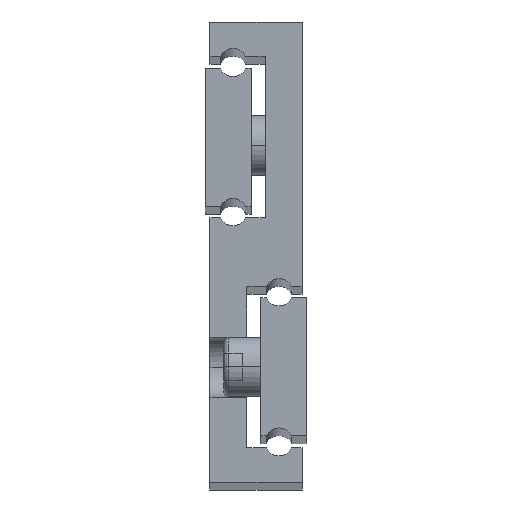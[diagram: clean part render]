
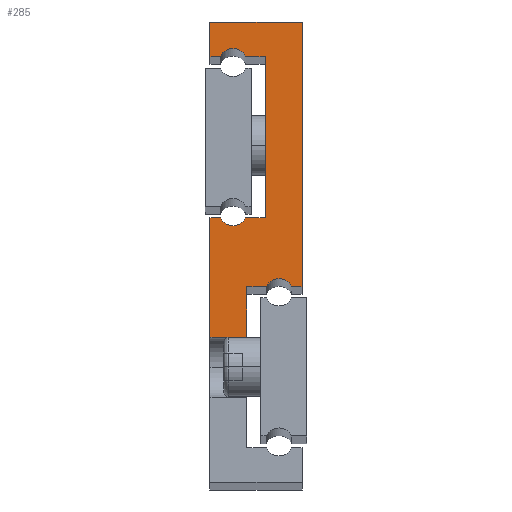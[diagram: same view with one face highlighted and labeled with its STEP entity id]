
A CAD part, top view. The second image highlights one B-rep face of the part: STEP entity #285.
In plain terms, the highlighted planar face has unit normal (0, 0, 1).
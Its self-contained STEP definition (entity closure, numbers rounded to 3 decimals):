
#4 = VERTEX_POINT ( 'NONE', #2139 ) ;
#11 = LINE ( 'NONE', #2034, #1777 ) ;
#38 = CARTESIAN_POINT ( 'NONE',  ( 0., 0., 475. ) ) ;
#53 = CIRCLE ( 'NONE', #1948, 3. ) ;
#74 = ORIENTED_EDGE ( 'NONE', *, *, #1753, .T. ) ;
#83 = VERTEX_POINT ( 'NONE', #277 ) ;
#101 = CARTESIAN_POINT ( 'NONE',  ( 20., 42.5, 475. ) ) ;
#118 = VECTOR ( 'NONE', #1323, 1000. ) ;
#125 = ORIENTED_EDGE ( 'NONE', *, *, #1247, .T. ) ;
#131 = AXIS2_PLACEMENT_3D ( 'NONE', #648, #1505, #2028 ) ;
#140 = CARTESIAN_POINT ( 'NONE',  ( 7.727, 92.5, 475. ) ) ;
#142 = EDGE_CURVE ( 'NONE', #83, #4, #1542, .T. ) ;
#153 = ORIENTED_EDGE ( 'NONE', *, *, #697, .T. ) ;
#175 = LINE ( 'NONE', #854, #223 ) ;
#192 = ORIENTED_EDGE ( 'NONE', *, *, #1396, .T. ) ;
#213 = VECTOR ( 'NONE', #2170, 1000. ) ;
#217 = VERTEX_POINT ( 'NONE', #1382 ) ;
#223 = VECTOR ( 'NONE', #2050, 1000. ) ;
#226 = CARTESIAN_POINT ( 'NONE',  ( 5., 91.25, 475. ) ) ;
#230 = VECTOR ( 'NONE', #933, 1000. ) ;
#242 = DIRECTION ( 'NONE',  ( -1., 0., 0. ) ) ;
#252 = AXIS2_PLACEMENT_3D ( 'NONE', #524, #1869, #1454 ) ;
#257 = ORIENTED_EDGE ( 'NONE', *, *, #142, .T. ) ;
#277 = CARTESIAN_POINT ( 'NONE',  ( 12., 57.5, 475. ) ) ;
#285 = ADVANCED_FACE ( 'NONE', ( #1963 ), #1284, .F. ) ;
#286 = VECTOR ( 'NONE', #2001, 1000. ) ;
#306 = CARTESIAN_POINT ( 'NONE',  ( 20., 100., 475. ) ) ;
#315 = VERTEX_POINT ( 'NONE', #567 ) ;
#319 = CARTESIAN_POINT ( 'NONE',  ( 2.273, 57.5, 475. ) ) ;
#321 = EDGE_LOOP ( 'NONE', ( #559, #892, #2200, #153, #1945, #960, #603, #1574, #2033, #74, #1919, #125, #1544, #257, #1028, #192 ) ) ;
#354 = AXIS2_PLACEMENT_3D ( 'NONE', #1602, #1924, #242 ) ;
#387 = CARTESIAN_POINT ( 'NONE',  ( 20., 42.5, 475. ) ) ;
#396 = EDGE_CURVE ( 'NONE', #623, #83, #1445, .T. ) ;
#408 = LINE ( 'NONE', #1090, #230 ) ;
#450 = DIRECTION ( 'NONE',  ( 1., 0., 0. ) ) ;
#470 = DIRECTION ( 'NONE',  ( 0., 0., -1. ) ) ;
#522 = VECTOR ( 'NONE', #2140, 1000. ) ;
#524 = CARTESIAN_POINT ( 'NONE',  ( 5., 58.75, 475. ) ) ;
#550 = EDGE_CURVE ( 'NONE', #1044, #2116, #1160, .T. ) ;
#559 = ORIENTED_EDGE ( 'NONE', *, *, #2053, .T. ) ;
#560 = EDGE_CURVE ( 'NONE', #1664, #2081, #1322, .T. ) ;
#567 = CARTESIAN_POINT ( 'NONE',  ( 0., 31.5, 475. ) ) ;
#603 = ORIENTED_EDGE ( 'NONE', *, *, #2082, .T. ) ;
#611 = EDGE_CURVE ( 'NONE', #4, #1953, #1253, .T. ) ;
#623 = VERTEX_POINT ( 'NONE', #703 ) ;
#648 = CARTESIAN_POINT ( 'NONE',  ( 15., 41.25, 475. ) ) ;
#697 = EDGE_CURVE ( 'NONE', #2116, #217, #11, .T. ) ;
#703 = CARTESIAN_POINT ( 'NONE',  ( 12., 92.5, 475. ) ) ;
#707 = CARTESIAN_POINT ( 'NONE',  ( 7.727, 57.5, 475. ) ) ;
#723 = CARTESIAN_POINT ( 'NONE',  ( 17.727, 42.5, 475. ) ) ;
#726 = VERTEX_POINT ( 'NONE', #1405 ) ;
#732 = DIRECTION ( 'NONE',  ( 0., -1., 0. ) ) ;
#749 = LINE ( 'NONE', #38, #973 ) ;
#779 = DIRECTION ( 'NONE',  ( 1., 0., 0. ) ) ;
#781 = LINE ( 'NONE', #964, #118 ) ;
#784 = CARTESIAN_POINT ( 'NONE',  ( 2.273, 92.5, 475. ) ) ;
#811 = VERTEX_POINT ( 'NONE', #1246 ) ;
#824 = DIRECTION ( 'NONE',  ( 1., 0., 0. ) ) ;
#854 = CARTESIAN_POINT ( 'NONE',  ( 0., 57.5, 475. ) ) ;
#892 = ORIENTED_EDGE ( 'NONE', *, *, #2191, .T. ) ;
#933 = DIRECTION ( 'NONE',  ( 0., 1., 0. ) ) ;
#960 = ORIENTED_EDGE ( 'NONE', *, *, #560, .T. ) ;
#964 = CARTESIAN_POINT ( 'NONE',  ( 0., 31.5, 475. ) ) ;
#973 = VECTOR ( 'NONE', #2120, 1000. ) ;
#996 = VECTOR ( 'NONE', #732, 1000. ) ;
#1028 = ORIENTED_EDGE ( 'NONE', *, *, #611, .T. ) ;
#1031 = DIRECTION ( 'NONE',  ( 1., 0., 0. ) ) ;
#1044 = VERTEX_POINT ( 'NONE', #1580 ) ;
#1090 = CARTESIAN_POINT ( 'NONE',  ( 20., 100., 475. ) ) ;
#1113 = VECTOR ( 'NONE', #2175, 1000. ) ;
#1116 = VECTOR ( 'NONE', #1552, 1000. ) ;
#1132 = VERTEX_POINT ( 'NONE', #1433 ) ;
#1141 = CARTESIAN_POINT ( 'NONE',  ( 20., 100., 475. ) ) ;
#1146 = EDGE_CURVE ( 'NONE', #811, #1132, #1422, .T. ) ;
#1148 = CARTESIAN_POINT ( 'NONE',  ( 8., 7.5, 475. ) ) ;
#1160 = LINE ( 'NONE', #1148, #213 ) ;
#1246 = CARTESIAN_POINT ( 'NONE',  ( 0., 100., 475. ) ) ;
#1247 = EDGE_CURVE ( 'NONE', #1519, #623, #1351, .T. ) ;
#1253 = CIRCLE ( 'NONE', #252, 3. ) ;
#1260 = EDGE_CURVE ( 'NONE', #2166, #811, #1688, .T. ) ;
#1266 = EDGE_CURVE ( 'NONE', #217, #1664, #1637, .T. ) ;
#1284 = PLANE ( 'NONE',  #354 ) ;
#1285 = LINE ( 'NONE', #1964, #2040 ) ;
#1292 = VERTEX_POINT ( 'NONE', #784 ) ;
#1322 = LINE ( 'NONE', #101, #286 ) ;
#1323 = DIRECTION ( 'NONE',  ( 1., 0., 0. ) ) ;
#1351 = LINE ( 'NONE', #140, #1490 ) ;
#1382 = CARTESIAN_POINT ( 'NONE',  ( 12.273, 42.5, 475. ) ) ;
#1396 = EDGE_CURVE ( 'NONE', #1953, #726, #175, .T. ) ;
#1405 = CARTESIAN_POINT ( 'NONE',  ( 0., 57.5, 475. ) ) ;
#1422 = LINE ( 'NONE', #1615, #522 ) ;
#1433 = CARTESIAN_POINT ( 'NONE',  ( 0., 92.5, 475. ) ) ;
#1445 = LINE ( 'NONE', #1778, #996 ) ;
#1454 = DIRECTION ( 'NONE',  ( -1., 0., 0. ) ) ;
#1466 = CARTESIAN_POINT ( 'NONE',  ( 8., 42.5, 475. ) ) ;
#1490 = VECTOR ( 'NONE', #450, 1000. ) ;
#1505 = DIRECTION ( 'NONE',  ( 0., 0., -1. ) ) ;
#1519 = VERTEX_POINT ( 'NONE', #1987 ) ;
#1542 = LINE ( 'NONE', #707, #1116 ) ;
#1544 = ORIENTED_EDGE ( 'NONE', *, *, #396, .T. ) ;
#1552 = DIRECTION ( 'NONE',  ( -1., 0., 0. ) ) ;
#1574 = ORIENTED_EDGE ( 'NONE', *, *, #1260, .T. ) ;
#1580 = CARTESIAN_POINT ( 'NONE',  ( 8., 31.5, 475. ) ) ;
#1602 = CARTESIAN_POINT ( 'NONE',  ( 5., 58.75, 475. ) ) ;
#1615 = CARTESIAN_POINT ( 'NONE',  ( 0., 100., 475. ) ) ;
#1637 = CIRCLE ( 'NONE', #131, 3. ) ;
#1664 = VERTEX_POINT ( 'NONE', #723 ) ;
#1688 = LINE ( 'NONE', #1141, #1113 ) ;
#1753 = EDGE_CURVE ( 'NONE', #1132, #1292, #1285, .T. ) ;
#1777 = VECTOR ( 'NONE', #824, 1000. ) ;
#1778 = CARTESIAN_POINT ( 'NONE',  ( 12., 92.5, 475. ) ) ;
#1869 = DIRECTION ( 'NONE',  ( 0., 0., -1. ) ) ;
#1919 = ORIENTED_EDGE ( 'NONE', *, *, #2110, .T. ) ;
#1924 = DIRECTION ( 'NONE',  ( 0., 0., -1. ) ) ;
#1945 = ORIENTED_EDGE ( 'NONE', *, *, #1266, .T. ) ;
#1948 = AXIS2_PLACEMENT_3D ( 'NONE', #226, #470, #779 ) ;
#1953 = VERTEX_POINT ( 'NONE', #319 ) ;
#1963 = FACE_OUTER_BOUND ( 'NONE', #321, .T. ) ;
#1964 = CARTESIAN_POINT ( 'NONE',  ( 0., 92.5, 475. ) ) ;
#1987 = CARTESIAN_POINT ( 'NONE',  ( 7.727, 92.5, 475. ) ) ;
#2001 = DIRECTION ( 'NONE',  ( 1., 0., 0. ) ) ;
#2028 = DIRECTION ( 'NONE',  ( -1., 0., 0. ) ) ;
#2033 = ORIENTED_EDGE ( 'NONE', *, *, #1146, .T. ) ;
#2034 = CARTESIAN_POINT ( 'NONE',  ( 12.273, 42.5, 475. ) ) ;
#2040 = VECTOR ( 'NONE', #1031, 1000. ) ;
#2050 = DIRECTION ( 'NONE',  ( -1., 0., 0. ) ) ;
#2053 = EDGE_CURVE ( 'NONE', #726, #315, #749, .T. ) ;
#2081 = VERTEX_POINT ( 'NONE', #387 ) ;
#2082 = EDGE_CURVE ( 'NONE', #2081, #2166, #408, .T. ) ;
#2110 = EDGE_CURVE ( 'NONE', #1292, #1519, #53, .T. ) ;
#2116 = VERTEX_POINT ( 'NONE', #1466 ) ;
#2120 = DIRECTION ( 'NONE',  ( 0., -1., 0. ) ) ;
#2139 = CARTESIAN_POINT ( 'NONE',  ( 7.727, 57.5, 475. ) ) ;
#2140 = DIRECTION ( 'NONE',  ( 0., -1., 0. ) ) ;
#2166 = VERTEX_POINT ( 'NONE', #306 ) ;
#2170 = DIRECTION ( 'NONE',  ( 0., 1., 0. ) ) ;
#2175 = DIRECTION ( 'NONE',  ( -1., 0., 0. ) ) ;
#2191 = EDGE_CURVE ( 'NONE', #315, #1044, #781, .T. ) ;
#2200 = ORIENTED_EDGE ( 'NONE', *, *, #550, .T. ) ;
